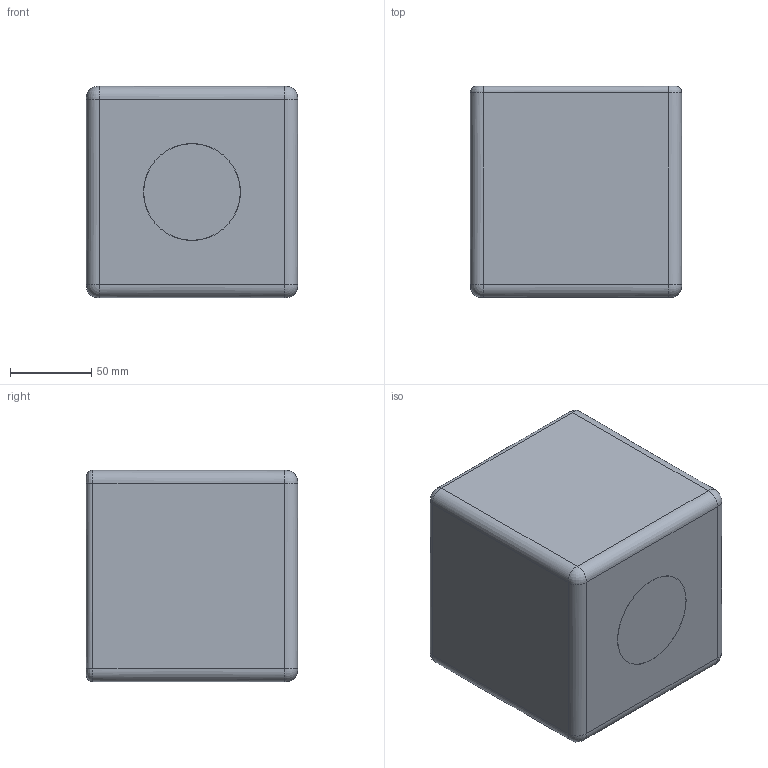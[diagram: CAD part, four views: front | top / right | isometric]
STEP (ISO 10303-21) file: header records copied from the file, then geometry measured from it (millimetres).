
FILE_DESCRIPTION(/* description */ (''),/* implementation_level */ '2;1');
FILE_NAME(/* name */ 'LED Cube parametric design Set STEP.step',/* time_stamp */ '2021-02-26T11:58:13+01:00',/* author */ (''),/* organization */ (''),/* preprocessor_version */ 'ST-DEVELOPER v18.1',/* originating_system */ 'Autodesk Translation Framework v9.7.1.1290',/* authorisation */ '');
FILE_SCHEMA (('AUTOMOTIVE_DESIGN { 1 0 10303 214 3 1 1 }'));
Length unit declared in the file: millimetre
Products named in the file (1): LED Cube parametric design kabelbinder v1
Bounding box: 130 x 130 x 130 mm (x, y, z)
Volume: 485277.9 mm3; surface area: 237697.6 mm2
Topology: 9 solids, 9 shells, 878 faces, 2472 edges, 1618 vertices
Faces by surface type: plane 634, cylinder 128, bspline 100, torus 16
Full cylindrical faces by diameter (mm): 2.5 x12, 3 x2, 3.2 x8, 3.5 x4, 4.3 x2, 53.7 x1, 59.5 x2, 59.7 x1
Entity records: 31019 total; most frequent: CARTESIAN_POINT 8563, ORIENTED_EDGE 4928, DIRECTION 4102, EDGE_CURVE 2464, LINE 2000, VECTOR 2000, VERTEX_POINT 1616, AXIS2_PLACEMENT_3D 1051
